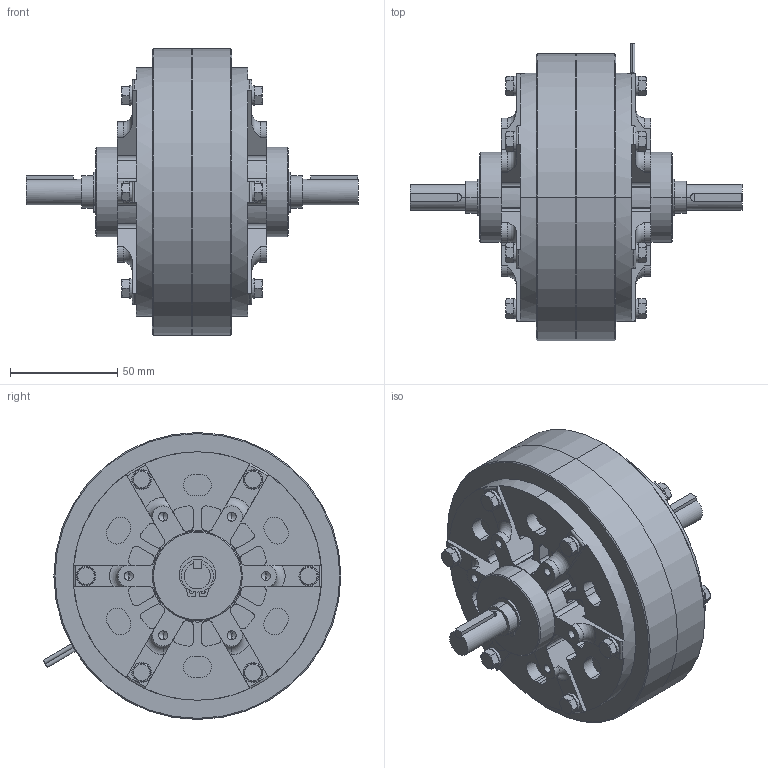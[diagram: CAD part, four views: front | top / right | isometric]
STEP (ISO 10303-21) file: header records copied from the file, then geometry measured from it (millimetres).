
FILE_DESCRIPTION (( 'STEP AP203' ), '1' );
FILE_NAME ('YPP616695.STEP', '2020-12-25T00:45:16', ( '' ), ( '' ), 'SwSTEP 2.0', 'SolidWorks 2016', '' );
FILE_SCHEMA (( 'CONFIG_CONTROL_DESIGN' ));
Length unit declared in the file: millimetre
Products named in the file (1): YPP616695
Bounding box: 155 x 139.03 x 134 mm (x, y, z)
Volume: 739938.3 mm3; surface area: 109374.4 mm2
Topology: 33 solids, 33 shells, 786 faces, 2044 edges, 1322 vertices
Faces by surface type: cylinder 392, plane 282, cone 80, torus 32
Entity records: 24929 total; most frequent: CARTESIAN_POINT 5205, DIRECTION 4338, ORIENTED_EDGE 3992, EDGE_CURVE 1996, AXIS2_PLACEMENT_3D 1703, VERTEX_POINT 1322, LINE 932, VECTOR 932
